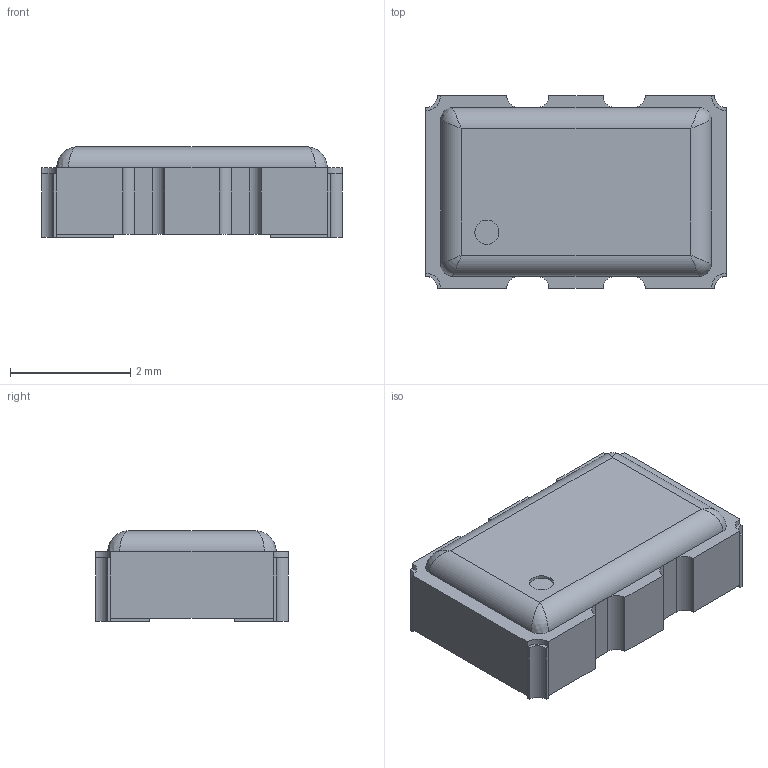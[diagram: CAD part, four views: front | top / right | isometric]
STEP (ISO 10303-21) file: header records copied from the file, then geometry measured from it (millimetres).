
FILE_DESCRIPTION(('STEP AP214'), '1');
FILE_NAME('FOX-924', '', ('UNSPECIFIED'), ('UNSPECIFIED'), 'ASCON STEP Converter 1.3', 'ASCON Math Kernel', '');
FILE_SCHEMA(('AUTOMOTIVE_DESIGN { 1 0 10303 214 3 1 1}'));
Length unit declared in the file: millimetre
Assembly tree (4 placements, depth 2):
  (unnamed)
    (unnamed)
    (unnamed)  x2
    (unnamed)
Bounding box: 5 x 3.2 x 1.5 mm (x, y, z)
Volume: 21.1 mm3; surface area: 88.2 mm2
Topology: 6 solids, 6 shells, 83 faces, 210 edges, 136 vertices
Faces by surface type: plane 54, cylinder 25, bspline 4
Full cylindrical faces by diameter (mm): 0.4 x1
Entity records: 3443 total; most frequent: CARTESIAN_POINT 809, DIRECTION 380, ORIENTED_EDGE 356, EDGE_CURVE 178, AXIS2_PLACEMENT_3D 129, LINE 122, VECTOR 122, VERTEX_POINT 118
